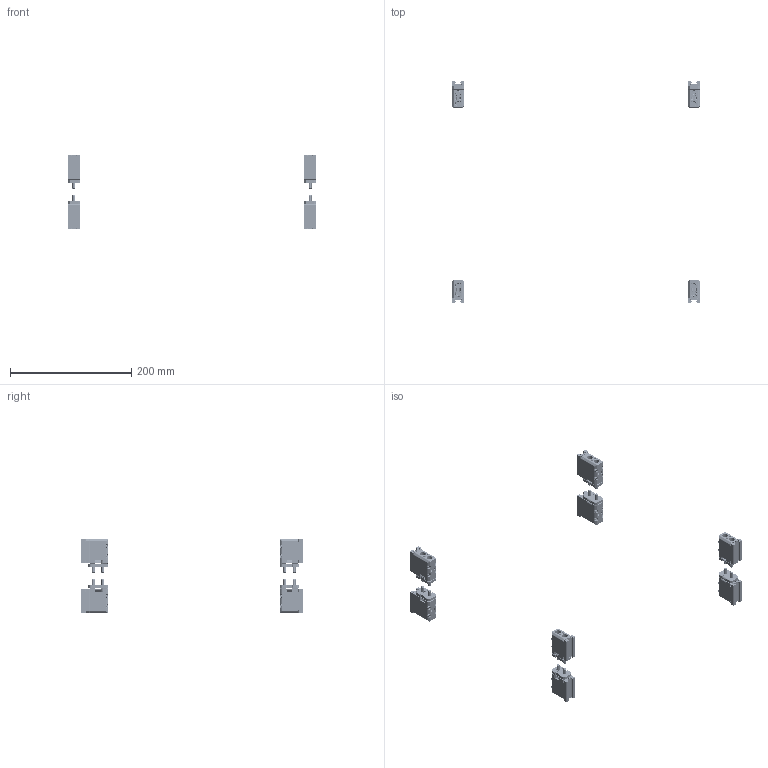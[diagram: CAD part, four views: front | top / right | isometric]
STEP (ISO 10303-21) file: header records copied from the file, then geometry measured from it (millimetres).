
FILE_DESCRIPTION(/* description */ ('','CAx-IF Rec.Pracs.---Representation and Presentation of Product Manufacturing Information (PMI)---4.0---2014-10-13'),/* implementation_level */ '2;1');
FILE_NAME(/* name */ '_6_Printed_V2_6mm_Z_joints_FT_NP_D.step',/* time_stamp */ '2024-12-14T20:54:13+01:00',/* author */ (''),/* organization */ (''),/* preprocessor_version */ 'ST-DEVELOPER v20',/* originating_system */ 'Autodesk Translation Framework v13.20.0.188',/* authorisation */ '');
FILE_SCHEMA (('AP242_MANAGED_MODEL_BASED_3D_ENGINEERING_MIM_LF { 1 0 10303 442 1 1 4 }'));
Products named in the file (25): _6_Printed_V2_6mm_Z_joints_FT_NP_D; _Printed_V2_Z_joint_b_FT; _Printed_V2_Z_joint_hardware_FT; Printerd_V2_Z_belt_clamp; _Printed_V2_Z_joint_a_FT; _Printed_V2_Z_joint_hardware_FT_1; _Printed_V2_Z_joint_b_NP; _Printed_V2_Z_joint_hardware_NP; _Printed_V2_Z_joint_a_NP; _Printed_V2_Z_joint_hardware_NP_1; _Printed_V2_Z_joint_b_FT_1; _Printed_V2_Z_joint_hardware_FT_2; _Printed_V2_Z_joint_a_NP_1; _Printed_V2_Z_joint_hardware_NP_2; _Printed_V2_Z_joint_b_NP_1; Printed_V2_Z_joint_b; Printed_Hybrid_V2_Z_joint_spacer_NP; _Printed_V2_Z_joint_hardware_NP_3; M3x35 BHCS; _Printed_V2_Z_joint_a_FT_1; _Printed_V2_Z_joint_hardware_FT_3; M3x30 BHCS; M5x40 SHCS; Printed_V2_Z_joint_a; _MGN9H
Assembly tree (92 placements, depth 4):
  _6_Printed_V2_6mm_Z_joints_FT_NP_D
    _Printed_V2_Z_joint_b_FT
      _Printed_V2_Z_joint_hardware_FT
        M3x30 BHCS  x4
        M5x40 SHCS  x2
      _MGN9H
      Printed_V2_Z_joint_b
    Printerd_V2_Z_belt_clamp  x8
    _Printed_V2_Z_joint_a_FT
      _Printed_V2_Z_joint_hardware_FT_1
        M3x30 BHCS  x4
        M5x40 SHCS  x2
      Printed_V2_Z_joint_a
      _MGN9H
    _Printed_V2_Z_joint_b_NP
      Printed_V2_Z_joint_b
      _MGN9H
      Printed_Hybrid_V2_Z_joint_spacer_NP
      _Printed_V2_Z_joint_hardware_NP
        M5x40 SHCS  x2
        M3x35 BHCS  x4
    _Printed_V2_Z_joint_a_NP
      _Printed_V2_Z_joint_hardware_NP_1
        M5x40 SHCS  x2
        M3x35 BHCS  x4
      _MGN9H
      Printed_Hybrid_V2_Z_joint_spacer_NP
      Printed_V2_Z_joint_a
    _Printed_V2_Z_joint_b_FT_1
      _Printed_V2_Z_joint_hardware_FT_2
        M3x30 BHCS  x4
        M5x40 SHCS  x2
      _MGN9H
      Printed_V2_Z_joint_b
    _Printed_V2_Z_joint_a_NP_1
      _Printed_V2_Z_joint_hardware_NP_2
        M5x40 SHCS  x2
        M3x35 BHCS  x4
      _MGN9H
      Printed_Hybrid_V2_Z_joint_spacer_NP
      Printed_V2_Z_joint_a
    _Printed_V2_Z_joint_b_NP_1
      Printed_V2_Z_joint_b
      _MGN9H
      Printed_Hybrid_V2_Z_joint_spacer_NP
      _Printed_V2_Z_joint_hardware_NP_3
        M5x40 SHCS  x2
        M3x35 BHCS  x4
    _Printed_V2_Z_joint_a_FT_1
      _Printed_V2_Z_joint_hardware_FT_3
        M3x30 BHCS  x4
        M5x40 SHCS  x2
      Printed_V2_Z_joint_a
      _MGN9H
Bounding box: 410.7 x 366 x 123.07 mm (x, y, z)
Volume: 243759.2 mm3; surface area: 154687.7 mm2
Topology: 140 solids, 140 shells, 13948 faces, 38776 edges, 25048 vertices
Faces by surface type: plane 6180, cylinder 3888, torus 2720, cone 808, bspline 224, sphere 128
Full cylindrical faces by diameter (mm): 1.288 x40, 2.603 x32, 3 x64, 3.4 x48, 5 x16, 5.4 x16, 5.7 x32, 8.25 x16
Entity records: 52987 total; most frequent: CARTESIAN_POINT 14142, ORIENTED_EDGE 8164, DIRECTION 8008, EDGE_CURVE 4082, AXIS2_PLACEMENT_3D 3029, VERTEX_POINT 2592, LINE 1950, VECTOR 1950
